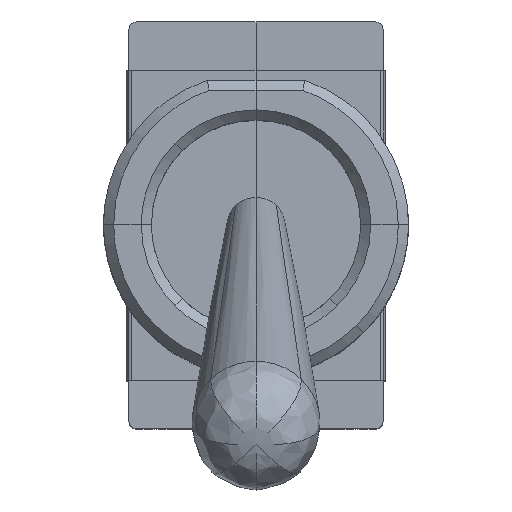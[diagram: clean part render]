
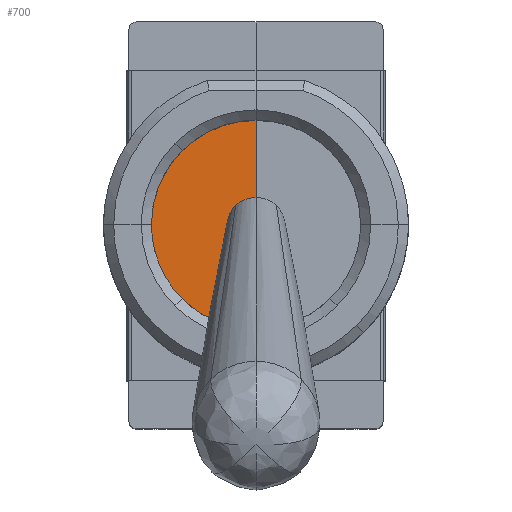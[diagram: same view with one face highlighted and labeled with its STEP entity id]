
A CAD part, top view. The second image highlights one B-rep face of the part: STEP entity #700.
In plain terms, the highlighted planar face has unit normal (0, 0, 1).
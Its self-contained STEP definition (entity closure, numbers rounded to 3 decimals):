
#642 = VERTEX_POINT('',#643);
#643 = CARTESIAN_POINT('',(0.,2.057,
    12.456));
#649 = EDGE_CURVE('',#642,#650,#652,.T.);
#650 = VERTEX_POINT('',#651);
#651 = CARTESIAN_POINT('',(0.,-2.057,
    12.456));
#652 = B_SPLINE_CURVE_WITH_KNOTS('',3,(#653,#654,#655,#656,#657,#658,
    #659),.UNSPECIFIED.,.F.,.F.,(4,1,1,1,4),(0.,0.25,0.5,0.75,1.),
  .QUASI_UNIFORM_KNOTS.);
#653 = CARTESIAN_POINT('',(0.,2.057,
    12.456));
#654 = CARTESIAN_POINT('',(-0.607,2.057,
    12.456));
#655 = CARTESIAN_POINT('',(-1.668,1.532,
    12.456));
#656 = CARTESIAN_POINT('',(-2.252,0.,
    12.456));
#657 = CARTESIAN_POINT('',(-1.668,-1.532,
    12.456));
#658 = CARTESIAN_POINT('',(-0.607,-2.057,
    12.456));
#659 = CARTESIAN_POINT('',(0.,-2.057,
    12.456));
#700 = ADVANCED_FACE('',(#701),#718,.F.);
#701 = FACE_BOUND('',#702,.T.);
#702 = EDGE_LOOP('',(#703,#711,#717));
#703 = ORIENTED_EDGE('',*,*,#704,.F.);
#704 = EDGE_CURVE('',#705,#650,#707,.T.);
#705 = VERTEX_POINT('',#706);
#706 = CARTESIAN_POINT('',(0.,0.,12.456));
#707 = LINE('',#708,#709);
#708 = CARTESIAN_POINT('',(0.,0.,12.456));
#709 = VECTOR('',#710,1.);
#710 = DIRECTION('',(0.,-1.,0.));
#711 = ORIENTED_EDGE('',*,*,#712,.F.);
#712 = EDGE_CURVE('',#642,#705,#713,.T.);
#713 = LINE('',#714,#715);
#714 = CARTESIAN_POINT('',(0.,2.057,
    12.456));
#715 = VECTOR('',#716,1.);
#716 = DIRECTION('',(0.,-1.,0.));
#717 = ORIENTED_EDGE('',*,*,#649,.T.);
#718 = PLANE('',#719);
#719 = AXIS2_PLACEMENT_3D('',#720,#721,#722);
#720 = CARTESIAN_POINT('',(0.,-1.029,
    12.456));
#721 = DIRECTION('',(0.,0.,-1.));
#722 = DIRECTION('',(-1.,0.,0.));
